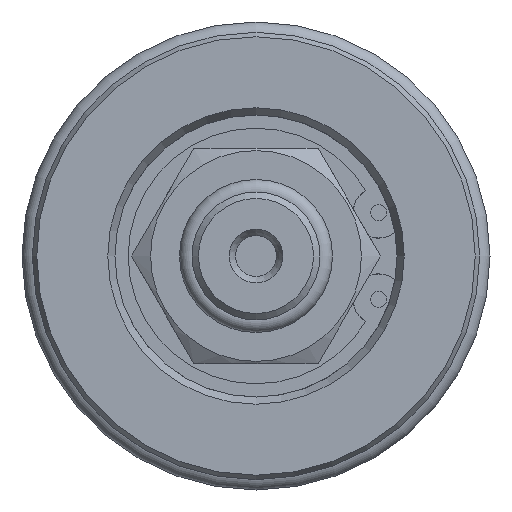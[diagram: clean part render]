
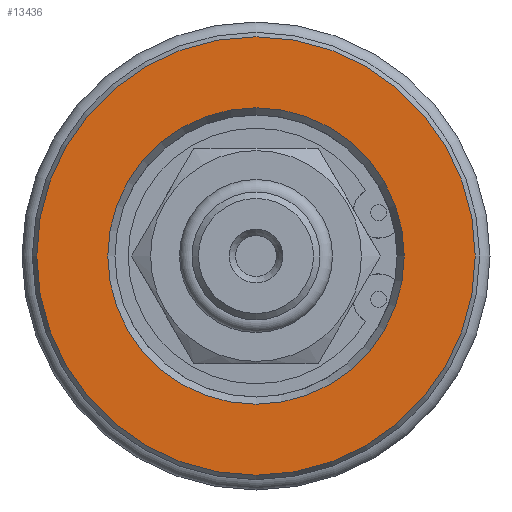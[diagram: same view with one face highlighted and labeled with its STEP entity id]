
A CAD part, left-side view. The second image highlights one B-rep face of the part: STEP entity #13436.
In plain terms, the highlighted planar face has unit normal (-1, 0, 0).
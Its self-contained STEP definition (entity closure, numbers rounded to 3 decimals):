
#129=FACE_BOUND('',#5081,.T.);
#4307=FACE_OUTER_BOUND('',#5080,.T.);
#5080=EDGE_LOOP('',(#12199,#12200));
#5081=EDGE_LOOP('',(#12201,#12202));
#5189=CIRCLE('',#14054,11.6);
#5190=CIRCLE('',#14055,11.6);
#5191=CIRCLE('',#14057,17.154);
#5192=CIRCLE('',#14058,17.154);
#6490=VERTEX_POINT('',#23783);
#6491=VERTEX_POINT('',#23785);
#6492=VERTEX_POINT('',#23789);
#6493=VERTEX_POINT('',#23790);
#8405=EDGE_CURVE('',#6491,#6490,#5189,.T.);
#8406=EDGE_CURVE('',#6490,#6491,#5190,.T.);
#8407=EDGE_CURVE('',#6492,#6493,#5191,.T.);
#8408=EDGE_CURVE('',#6493,#6492,#5192,.T.);
#12199=ORIENTED_EDGE('',*,*,#8407,.F.);
#12200=ORIENTED_EDGE('',*,*,#8408,.F.);
#12201=ORIENTED_EDGE('',*,*,#8405,.T.);
#12202=ORIENTED_EDGE('',*,*,#8406,.T.);
#12743=PLANE('',#14056);
#13436=ADVANCED_FACE('',(#4307,#129),#12743,.T.);
#14054=AXIS2_PLACEMENT_3D('',#23786,#16577,#16578);
#14055=AXIS2_PLACEMENT_3D('',#23787,#16579,#16580);
#14056=AXIS2_PLACEMENT_3D('',#23788,#16581,#16582);
#14057=AXIS2_PLACEMENT_3D('',#23791,#16583,#16584);
#14058=AXIS2_PLACEMENT_3D('',#23792,#16585,#16586);
#16577=DIRECTION('center_axis',(1.,0.,0.));
#16578=DIRECTION('ref_axis',(0.,1.,0.));
#16579=DIRECTION('center_axis',(1.,0.,0.));
#16580=DIRECTION('ref_axis',(0.,1.,0.));
#16581=DIRECTION('center_axis',(-1.,0.,0.));
#16582=DIRECTION('ref_axis',(0.,0.,1.));
#16583=DIRECTION('center_axis',(1.,0.,0.));
#16584=DIRECTION('ref_axis',(0.,1.,0.));
#16585=DIRECTION('center_axis',(1.,0.,0.));
#16586=DIRECTION('ref_axis',(0.,1.,0.));
#23783=CARTESIAN_POINT('',(0.,-11.6,0.));
#23785=CARTESIAN_POINT('',(0.,11.6,0.));
#23786=CARTESIAN_POINT('Origin',(0.,0.,0.));
#23787=CARTESIAN_POINT('Origin',(0.,0.,0.));
#23788=CARTESIAN_POINT('Origin',(0.,14.377,0.));
#23789=CARTESIAN_POINT('',(0.,17.154,0.));
#23790=CARTESIAN_POINT('',(0.,-17.154,0.));
#23791=CARTESIAN_POINT('Origin',(0.,0.,0.));
#23792=CARTESIAN_POINT('Origin',(0.,0.,0.));
